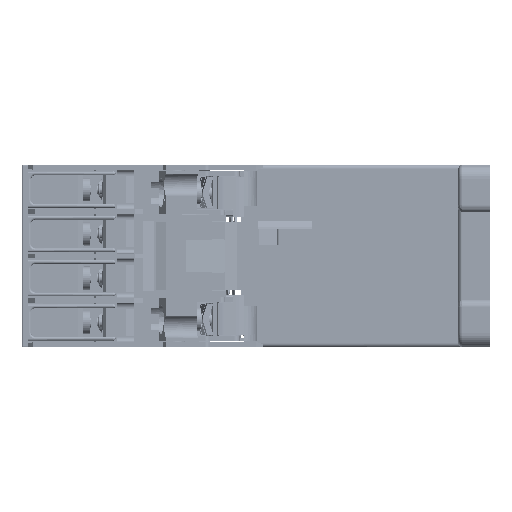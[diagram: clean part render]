
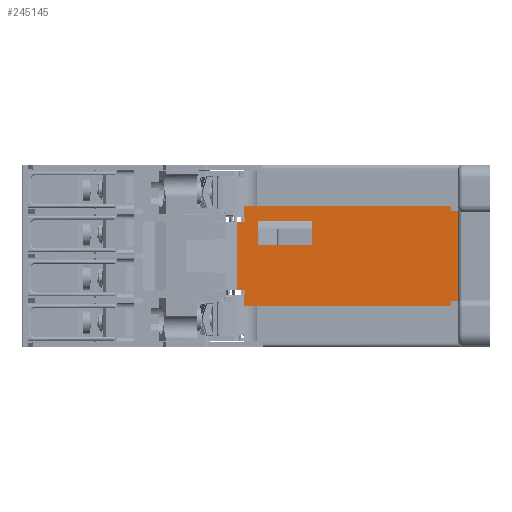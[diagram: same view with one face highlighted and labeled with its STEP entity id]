
A CAD part, left-side view. The second image highlights one B-rep face of the part: STEP entity #245145.
In plain terms, the highlighted planar face has unit normal (-1, 0, 0).
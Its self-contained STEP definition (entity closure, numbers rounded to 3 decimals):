
#244880=CARTESIAN_POINT('',(-32.4,-47.6,12.4));
#244881=VERTEX_POINT('',#244880);
#244888=CARTESIAN_POINT('',(-32.4,-47.6,11.1));
#244889=VERTEX_POINT('',#244888);
#244890=CARTESIAN_POINT('',(-32.4,-47.6,11.1));
#244891=DIRECTION('',(0.0,0.0,1.0));
#244892=VECTOR('',#244891,1.3);
#244893=LINE('',#244890,#244892);
#244894=EDGE_CURVE('',#244889,#244881,#244893,.T.);
#244919=CARTESIAN_POINT('',(-32.4,-49.5,11.1));
#244920=VERTEX_POINT('',#244919);
#244921=CARTESIAN_POINT('',(-32.4,-49.5,11.1));
#244922=DIRECTION('',(0.0,1.0,0.0));
#244923=VECTOR('',#244922,1.9);
#244924=LINE('',#244921,#244923);
#244925=EDGE_CURVE('',#244920,#244889,#244924,.T.);
#244960=CARTESIAN_POINT('',(-32.4,-49.5,12.4));
#244961=DIRECTION('',(-1.0,0.0,0.0));
#244962=DIRECTION('',(0.0,0.0,1.0));
#244963=AXIS2_PLACEMENT_3D('',#244960,#244961,#244962);
#244964=PLANE('',#244963);
#244965=ORIENTED_EDGE('',*,*,#244925,.T.);
#244966=ORIENTED_EDGE('',*,*,#244894,.T.);
#244967=CARTESIAN_POINT('',(-32.4,3.17,12.4));
#244968=VERTEX_POINT('',#244967);
#244969=CARTESIAN_POINT('',(-32.4,-47.6,12.4));
#244970=DIRECTION('',(0.0,1.0,0.0));
#244971=VECTOR('',#244970,50.77);
#244972=LINE('',#244969,#244971);
#244973=EDGE_CURVE('',#244881,#244968,#244972,.T.);
#244974=ORIENTED_EDGE('',*,*,#244973,.T.);
#244975=CARTESIAN_POINT('',(-32.4,3.17,9.65));
#244976=VERTEX_POINT('',#244975);
#244977=CARTESIAN_POINT('',(-32.4,3.17,9.65));
#244978=DIRECTION('',(0.0,0.0,1.0));
#244979=VECTOR('',#244978,2.75);
#244980=LINE('',#244977,#244979);
#244981=EDGE_CURVE('',#244976,#244968,#244980,.T.);
#244982=ORIENTED_EDGE('',*,*,#244981,.F.);
#244983=CARTESIAN_POINT('',(-32.4,3.1,9.65));
#244984=VERTEX_POINT('',#244983);
#244985=CARTESIAN_POINT('',(-32.4,3.17,9.65));
#244986=DIRECTION('',(0.0,-1.0,0.0));
#244987=VECTOR('',#244986,0.07);
#244988=LINE('',#244985,#244987);
#244989=EDGE_CURVE('',#244976,#244984,#244988,.T.);
#244990=ORIENTED_EDGE('',*,*,#244989,.T.);
#244991=CARTESIAN_POINT('',(-32.4,3.1,8.4));
#244992=VERTEX_POINT('',#244991);
#244993=CARTESIAN_POINT('',(-32.4,3.1,9.65));
#244994=DIRECTION('',(0.0,0.0,-1.0));
#244995=VECTOR('',#244994,1.25);
#244996=LINE('',#244993,#244995);
#244997=EDGE_CURVE('',#244984,#244992,#244996,.T.);
#244998=ORIENTED_EDGE('',*,*,#244997,.T.);
#244999=CARTESIAN_POINT('',(-32.4,5.1,8.4));
#245000=VERTEX_POINT('',#244999);
#245001=CARTESIAN_POINT('',(-32.4,3.1,8.4));
#245002=DIRECTION('',(0.0,1.0,0.0));
#245003=VECTOR('',#245002,2.0);
#245004=LINE('',#245001,#245003);
#245005=EDGE_CURVE('',#244992,#245000,#245004,.T.);
#245006=ORIENTED_EDGE('',*,*,#245005,.T.);
#245007=CARTESIAN_POINT('',(-32.4,5.1,-8.4));
#245008=VERTEX_POINT('',#245007);
#245009=CARTESIAN_POINT('',(-32.4,5.1,-8.4));
#245010=DIRECTION('',(0.0,0.0,1.0));
#245011=VECTOR('',#245010,16.8);
#245012=LINE('',#245009,#245011);
#245013=EDGE_CURVE('',#245008,#245000,#245012,.T.);
#245014=ORIENTED_EDGE('',*,*,#245013,.F.);
#245015=CARTESIAN_POINT('',(-32.4,3.1,-8.4));
#245016=VERTEX_POINT('',#245015);
#245017=CARTESIAN_POINT('',(-32.4,5.1,-8.4));
#245018=DIRECTION('',(0.0,-1.0,0.0));
#245019=VECTOR('',#245018,2.0);
#245020=LINE('',#245017,#245019);
#245021=EDGE_CURVE('',#245008,#245016,#245020,.T.);
#245022=ORIENTED_EDGE('',*,*,#245021,.T.);
#245023=CARTESIAN_POINT('',(-32.4,3.1,-9.65));
#245024=VERTEX_POINT('',#245023);
#245025=CARTESIAN_POINT('',(-32.4,3.1,-8.4));
#245026=DIRECTION('',(0.0,0.0,-1.0));
#245027=VECTOR('',#245026,1.25);
#245028=LINE('',#245025,#245027);
#245029=EDGE_CURVE('',#245016,#245024,#245028,.T.);
#245030=ORIENTED_EDGE('',*,*,#245029,.T.);
#245031=CARTESIAN_POINT('',(-32.4,3.17,-9.65));
#245032=VERTEX_POINT('',#245031);
#245033=CARTESIAN_POINT('',(-32.4,3.1,-9.65));
#245034=DIRECTION('',(0.0,1.0,0.0));
#245035=VECTOR('',#245034,0.07);
#245036=LINE('',#245033,#245035);
#245037=EDGE_CURVE('',#245024,#245032,#245036,.T.);
#245038=ORIENTED_EDGE('',*,*,#245037,.T.);
#245039=CARTESIAN_POINT('',(-32.4,3.17,-12.4));
#245040=VERTEX_POINT('',#245039);
#245041=CARTESIAN_POINT('',(-32.4,3.17,-12.4));
#245042=DIRECTION('',(0.0,0.0,1.0));
#245043=VECTOR('',#245042,2.75);
#245044=LINE('',#245041,#245043);
#245045=EDGE_CURVE('',#245040,#245032,#245044,.T.);
#245046=ORIENTED_EDGE('',*,*,#245045,.F.);
#245047=CARTESIAN_POINT('',(-32.4,-47.6,-12.4));
#245048=VERTEX_POINT('',#245047);
#245049=CARTESIAN_POINT('',(-32.4,-47.6,-12.4));
#245050=DIRECTION('',(0.0,1.0,0.0));
#245051=VECTOR('',#245050,50.77);
#245052=LINE('',#245049,#245051);
#245053=EDGE_CURVE('',#245048,#245040,#245052,.T.);
#245054=ORIENTED_EDGE('',*,*,#245053,.F.);
#245055=CARTESIAN_POINT('',(-32.4,-47.6,-11.1));
#245056=VERTEX_POINT('',#245055);
#245057=CARTESIAN_POINT('',(-32.4,-47.6,-12.4));
#245058=DIRECTION('',(0.0,0.0,1.0));
#245059=VECTOR('',#245058,1.3);
#245060=LINE('',#245057,#245059);
#245061=EDGE_CURVE('',#245048,#245056,#245060,.T.);
#245062=ORIENTED_EDGE('',*,*,#245061,.T.);
#245063=CARTESIAN_POINT('',(-32.4,-49.5,-11.1));
#245064=VERTEX_POINT('',#245063);
#245065=CARTESIAN_POINT('',(-32.4,-47.6,-11.1));
#245066=DIRECTION('',(0.0,-1.0,0.0));
#245067=VECTOR('',#245066,1.9);
#245068=LINE('',#245065,#245067);
#245069=EDGE_CURVE('',#245056,#245064,#245068,.T.);
#245070=ORIENTED_EDGE('',*,*,#245069,.T.);
#245071=CARTESIAN_POINT('',(-32.4,-49.5,-2.25));
#245072=VERTEX_POINT('',#245071);
#245073=CARTESIAN_POINT('',(-32.4,-49.5,-2.25));
#245074=DIRECTION('',(0.0,0.0,-1.0));
#245075=VECTOR('',#245074,8.85);
#245076=LINE('',#245073,#245075);
#245077=EDGE_CURVE('',#245072,#245064,#245076,.T.);
#245078=ORIENTED_EDGE('',*,*,#245077,.F.);
#245079=CARTESIAN_POINT('',(-32.4,-51.3,-2.25));
#245080=VERTEX_POINT('',#245079);
#245081=CARTESIAN_POINT('',(-32.4,-49.5,-2.25));
#245082=DIRECTION('',(0.0,-1.0,0.0));
#245083=VECTOR('',#245082,1.8);
#245084=LINE('',#245081,#245083);
#245085=EDGE_CURVE('',#245072,#245080,#245084,.T.);
#245086=ORIENTED_EDGE('',*,*,#245085,.T.);
#245087=CARTESIAN_POINT('',(-32.4,-51.3,2.25));
#245088=VERTEX_POINT('',#245087);
#245089=CARTESIAN_POINT('',(-32.4,-51.3,2.25));
#245090=DIRECTION('',(0.0,0.0,-1.0));
#245091=VECTOR('',#245090,4.5);
#245092=LINE('',#245089,#245091);
#245093=EDGE_CURVE('',#245088,#245080,#245092,.T.);
#245094=ORIENTED_EDGE('',*,*,#245093,.F.);
#245095=CARTESIAN_POINT('',(-32.4,-49.5,2.25));
#245096=VERTEX_POINT('',#245095);
#245097=CARTESIAN_POINT('',(-32.4,-49.5,2.25));
#245098=DIRECTION('',(0.0,-1.0,0.0));
#245099=VECTOR('',#245098,1.8);
#245100=LINE('',#245097,#245099);
#245101=EDGE_CURVE('',#245096,#245088,#245100,.T.);
#245102=ORIENTED_EDGE('',*,*,#245101,.F.);
#245103=CARTESIAN_POINT('',(-32.4,-49.5,11.1));
#245104=DIRECTION('',(0.0,0.0,-1.0));
#245105=VECTOR('',#245104,8.85);
#245106=LINE('',#245103,#245105);
#245107=EDGE_CURVE('',#244920,#245096,#245106,.T.);
#245108=ORIENTED_EDGE('',*,*,#245107,.F.);
#245109=EDGE_LOOP('',(#244965,#244966,#244974,#244982,#244990,#244998,#245006,#245014,#245022,#245030,#245038,#245046,#245054,#245062,#245070,#245078,#245086,#245094,#245102,#245108));
#245110=FACE_OUTER_BOUND('',#245109,.T.);
#245111=CARTESIAN_POINT('',(-32.4,-13.55,2.6));
#245112=VERTEX_POINT('',#245111);
#245113=CARTESIAN_POINT('',(-32.4,-0.3,2.6));
#245114=VERTEX_POINT('',#245113);
#245115=CARTESIAN_POINT('',(-32.4,-13.55,2.6));
#245116=DIRECTION('',(0.0,1.0,0.0));
#245117=VECTOR('',#245116,13.25);
#245118=LINE('',#245115,#245117);
#245119=EDGE_CURVE('',#245112,#245114,#245118,.T.);
#245120=ORIENTED_EDGE('',*,*,#245119,.T.);
#245121=CARTESIAN_POINT('',(-32.4,-0.3,8.6));
#245122=VERTEX_POINT('',#245121);
#245123=CARTESIAN_POINT('',(-32.4,-0.3,2.6));
#245124=DIRECTION('',(0.0,0.0,1.0));
#245125=VECTOR('',#245124,6.);
#245126=LINE('',#245123,#245125);
#245127=EDGE_CURVE('',#245114,#245122,#245126,.T.);
#245128=ORIENTED_EDGE('',*,*,#245127,.T.);
#245129=CARTESIAN_POINT('',(-32.4,-13.55,8.6));
#245130=VERTEX_POINT('',#245129);
#245131=CARTESIAN_POINT('',(-32.4,-0.3,8.6));
#245132=DIRECTION('',(0.0,-1.0,0.0));
#245133=VECTOR('',#245132,13.25);
#245134=LINE('',#245131,#245133);
#245135=EDGE_CURVE('',#245122,#245130,#245134,.T.);
#245136=ORIENTED_EDGE('',*,*,#245135,.T.);
#245137=CARTESIAN_POINT('',(-32.4,-13.55,8.6));
#245138=DIRECTION('',(0.0,0.0,-1.0));
#245139=VECTOR('',#245138,6.0);
#245140=LINE('',#245137,#245139);
#245141=EDGE_CURVE('',#245130,#245112,#245140,.T.);
#245142=ORIENTED_EDGE('',*,*,#245141,.T.);
#245143=EDGE_LOOP('',(#245120,#245128,#245136,#245142));
#245144=FACE_BOUND('',#245143,.T.);
#245145=ADVANCED_FACE('',(#245110,#245144),#244964,.T.);
